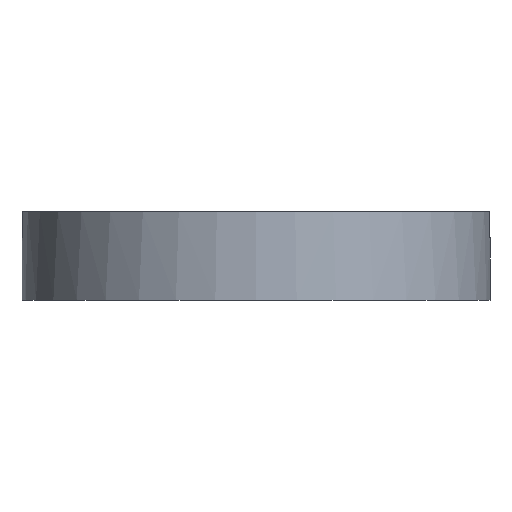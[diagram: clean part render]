
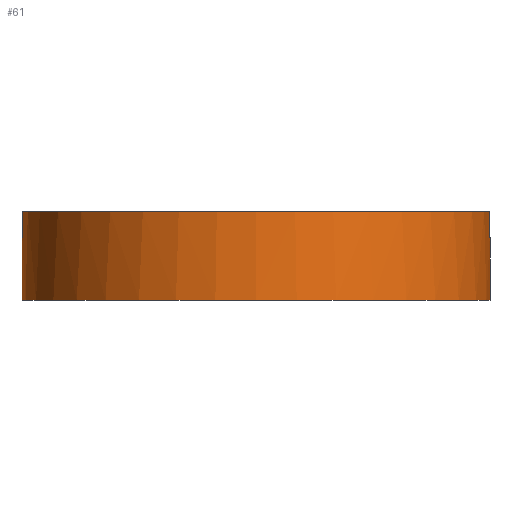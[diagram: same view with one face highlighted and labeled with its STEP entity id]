
A CAD part, front view. The second image highlights one B-rep face of the part: STEP entity #61.
In plain terms, the highlighted cylindrical face has radius 13.45 mm (diameter 26.9 mm), a partial arc.
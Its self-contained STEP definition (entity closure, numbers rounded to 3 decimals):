
#10 = LINE ( 'NONE', #338, #135 ) ;
#12 = DIRECTION ( 'NONE',  ( 0., 0., -1. ) ) ;
#24 = CARTESIAN_POINT ( 'NONE',  ( -13.429, -0.75, 0. ) ) ;
#28 = VERTEX_POINT ( 'NONE', #263 ) ;
#36 = CARTESIAN_POINT ( 'NONE',  ( 13.45, 0., -1.5 ) ) ;
#56 = VERTEX_POINT ( 'NONE', #112 ) ;
#59 = AXIS2_PLACEMENT_3D ( 'NONE', #272, #438, #268 ) ;
#61 = ADVANCED_FACE ( 'NONE', ( #90 ), #260, .T. ) ;
#62 = LINE ( 'NONE', #351, #99 ) ;
#71 = DIRECTION ( 'NONE',  ( 0., 0., 1. ) ) ;
#74 = CARTESIAN_POINT ( 'NONE',  ( -13.45, 0., -5.08 ) ) ;
#81 = DIRECTION ( 'NONE',  ( 0., 0., 1. ) ) ;
#83 = CARTESIAN_POINT ( 'NONE',  ( 0., 0., -5.08 ) ) ;
#87 = DIRECTION ( 'NONE',  ( 0., 0., -1. ) ) ;
#90 = FACE_OUTER_BOUND ( 'NONE', #315, .T. ) ;
#91 = ORIENTED_EDGE ( 'NONE', *, *, #318, .F. ) ;
#92 = CIRCLE ( 'NONE', #217, 13.45 ) ;
#99 = VECTOR ( 'NONE', #313, 1000. ) ;
#101 = VERTEX_POINT ( 'NONE', #323 ) ;
#112 = CARTESIAN_POINT ( 'NONE',  ( 13.45, 0., -5.08 ) ) ;
#122 = CIRCLE ( 'NONE', #456, 13.45 ) ;
#126 = DIRECTION ( 'NONE',  ( -1., 0., 0. ) ) ;
#127 = VERTEX_POINT ( 'NONE', #36 ) ;
#128 = DIRECTION ( 'NONE',  ( 0., 0., 1. ) ) ;
#135 = VECTOR ( 'NONE', #376, 1000. ) ;
#143 = EDGE_CURVE ( 'NONE', #264, #353, #458, .T. ) ;
#151 = CARTESIAN_POINT ( 'NONE',  ( 0., 0., -1.5 ) ) ;
#162 = VERTEX_POINT ( 'NONE', #74 ) ;
#165 = EDGE_CURVE ( 'NONE', #28, #127, #92, .T. ) ;
#173 = CIRCLE ( 'NONE', #59, 13.45 ) ;
#176 = CARTESIAN_POINT ( 'NONE',  ( -13.429, -0.75, -1.5 ) ) ;
#177 = AXIS2_PLACEMENT_3D ( 'NONE', #151, #81, #126 ) ;
#179 = EDGE_CURVE ( 'NONE', #372, #28, #62, .T. ) ;
#181 = ORIENTED_EDGE ( 'NONE', *, *, #179, .F. ) ;
#191 = LINE ( 'NONE', #307, #219 ) ;
#213 = CARTESIAN_POINT ( 'NONE',  ( 0., 0., -1.5 ) ) ;
#217 = AXIS2_PLACEMENT_3D ( 'NONE', #213, #128, #218 ) ;
#218 = DIRECTION ( 'NONE',  ( -1., 0., 0. ) ) ;
#219 = VECTOR ( 'NONE', #87, 1000. ) ;
#236 = DIRECTION ( 'NONE',  ( 0., 0., -1. ) ) ;
#242 = ORIENTED_EDGE ( 'NONE', *, *, #452, .T. ) ;
#246 = CARTESIAN_POINT ( 'NONE',  ( -13.429, -0.75, 37.28 ) ) ;
#260 = CYLINDRICAL_SURFACE ( 'NONE', #403, 13.45 ) ;
#263 = CARTESIAN_POINT ( 'NONE',  ( 13.429, -0.75, -1.5 ) ) ;
#264 = VERTEX_POINT ( 'NONE', #176 ) ;
#268 = DIRECTION ( 'NONE',  ( -1., 0., 0. ) ) ;
#272 = CARTESIAN_POINT ( 'NONE',  ( 0., 0., 0. ) ) ;
#275 = ORIENTED_EDGE ( 'NONE', *, *, #165, .F. ) ;
#276 = VECTOR ( 'NONE', #71, 1000. ) ;
#278 = ORIENTED_EDGE ( 'NONE', *, *, #415, .T. ) ;
#297 = DIRECTION ( 'NONE',  ( -1., 0., 0. ) ) ;
#307 = CARTESIAN_POINT ( 'NONE',  ( 13.45, 0., 37.28 ) ) ;
#313 = DIRECTION ( 'NONE',  ( 0., 0., -1. ) ) ;
#315 = EDGE_LOOP ( 'NONE', ( #349, #275, #181, #242, #418, #423, #278, #91 ) ) ;
#318 = EDGE_CURVE ( 'NONE', #56, #162, #122, .T. ) ;
#323 = CARTESIAN_POINT ( 'NONE',  ( -13.45, 0., -1.5 ) ) ;
#331 = CARTESIAN_POINT ( 'NONE',  ( 0., 0., 37.28 ) ) ;
#338 = CARTESIAN_POINT ( 'NONE',  ( -13.45, 0., 37.28 ) ) ;
#349 = ORIENTED_EDGE ( 'NONE', *, *, #359, .F. ) ;
#351 = CARTESIAN_POINT ( 'NONE',  ( 13.429, -0.75, 37.28 ) ) ;
#353 = VERTEX_POINT ( 'NONE', #24 ) ;
#359 = EDGE_CURVE ( 'NONE', #127, #56, #191, .T. ) ;
#366 = DIRECTION ( 'NONE',  ( -1., 0., 0. ) ) ;
#372 = VERTEX_POINT ( 'NONE', #406 ) ;
#376 = DIRECTION ( 'NONE',  ( 0., 0., -1. ) ) ;
#386 = CIRCLE ( 'NONE', #177, 13.45 ) ;
#403 = AXIS2_PLACEMENT_3D ( 'NONE', #331, #236, #297 ) ;
#406 = CARTESIAN_POINT ( 'NONE',  ( 13.429, -0.75, 0. ) ) ;
#415 = EDGE_CURVE ( 'NONE', #101, #162, #10, .T. ) ;
#418 = ORIENTED_EDGE ( 'NONE', *, *, #143, .F. ) ;
#423 = ORIENTED_EDGE ( 'NONE', *, *, #425, .F. ) ;
#425 = EDGE_CURVE ( 'NONE', #101, #264, #386, .T. ) ;
#438 = DIRECTION ( 'NONE',  ( 0., 0., -1. ) ) ;
#452 = EDGE_CURVE ( 'NONE', #372, #353, #173, .T. ) ;
#456 = AXIS2_PLACEMENT_3D ( 'NONE', #83, #12, #366 ) ;
#458 = LINE ( 'NONE', #246, #276 ) ;
